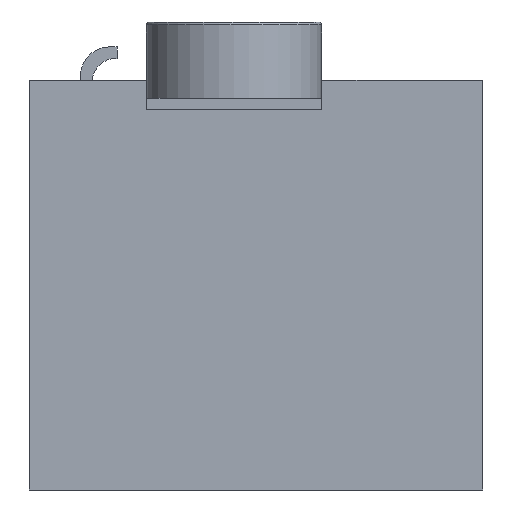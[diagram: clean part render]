
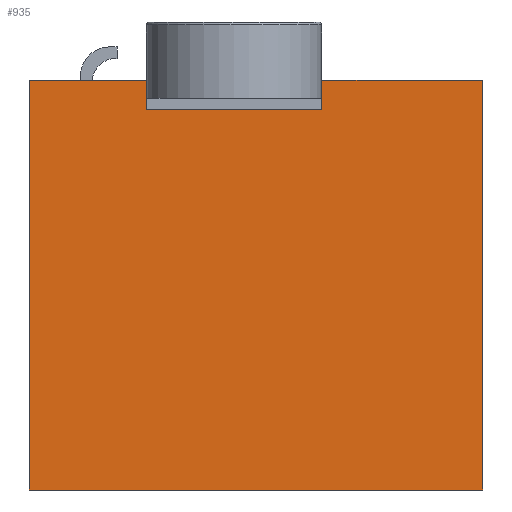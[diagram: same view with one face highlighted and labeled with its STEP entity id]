
A CAD part, left-side view. The second image highlights one B-rep face of the part: STEP entity #935.
In plain terms, the highlighted planar face has unit normal (-1, 0, 0).
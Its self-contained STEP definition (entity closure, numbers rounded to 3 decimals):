
#165=ORIENTED_EDGE('',*,*,#334,.F.);
#166=ORIENTED_EDGE('',*,*,#371,.F.);
#167=ORIENTED_EDGE('',*,*,#392,.F.);
#168=ORIENTED_EDGE('',*,*,#361,.F.);
#169=ORIENTED_EDGE('',*,*,#355,.F.);
#170=ORIENTED_EDGE('',*,*,#348,.F.);
#171=ORIENTED_EDGE('',*,*,#387,.F.);
#172=ORIENTED_EDGE('',*,*,#341,.F.);
#334=EDGE_CURVE('',#461,#462,#552,.T.);
#341=EDGE_CURVE('',#462,#468,#559,.T.);
#348=EDGE_CURVE('',#473,#474,#566,.T.);
#355=EDGE_CURVE('',#474,#480,#573,.T.);
#361=EDGE_CURVE('',#480,#484,#579,.T.);
#371=EDGE_CURVE('',#490,#461,#589,.T.);
#387=EDGE_CURVE('',#468,#473,#599,.T.);
#392=EDGE_CURVE('',#484,#490,#603,.T.);
#461=VERTEX_POINT('',#1372);
#462=VERTEX_POINT('',#1374);
#468=VERTEX_POINT('',#1389);
#473=VERTEX_POINT('',#1402);
#474=VERTEX_POINT('',#1404);
#480=VERTEX_POINT('',#1419);
#484=VERTEX_POINT('',#1431);
#490=VERTEX_POINT('',#1447);
#552=LINE('',#1373,#642);
#559=LINE('',#1388,#649);
#566=LINE('',#1403,#656);
#573=LINE('',#1418,#663);
#579=LINE('',#1430,#669);
#589=LINE('',#1448,#679);
#599=LINE('',#1478,#689);
#603=LINE('',#1485,#693);
#642=VECTOR('',#1092,1000.);
#649=VECTOR('',#1103,1000.);
#656=VECTOR('',#1114,1000.);
#663=VECTOR('',#1125,1000.);
#669=VECTOR('',#1135,1000.);
#679=VECTOR('',#1147,1000.);
#689=VECTOR('',#1171,1000.);
#693=VECTOR('',#1179,1000.);
#747=EDGE_LOOP('',(#165,#166,#167,#168,#169,#170,#171,#172));
#825=FACE_BOUND('',#747,.T.);
#899=PLANE('',#1013);
#935=ADVANCED_FACE('',(#825),#899,.F.);
#1013=AXIS2_PLACEMENT_3D('',#1490,#1185,#1186);
#1092=DIRECTION('',(0.,-1.,0.));
#1103=DIRECTION('',(0.,0.,-1.));
#1114=DIRECTION('',(0.,0.,1.));
#1125=DIRECTION('',(0.,-1.,0.));
#1135=DIRECTION('',(0.,0.,-1.));
#1147=DIRECTION('',(0.,0.,1.));
#1171=DIRECTION('',(0.,-1.,0.));
#1179=DIRECTION('',(0.,1.,0.));
#1185=DIRECTION('',(1.,0.,0.));
#1186=DIRECTION('',(0.,0.,-1.));
#1372=CARTESIAN_POINT('',(-17.,15.5,7.));
#1373=CARTESIAN_POINT('',(-17.,15.5,7.));
#1374=CARTESIAN_POINT('',(-17.,11.5,7.));
#1388=CARTESIAN_POINT('',(-17.,11.5,7.));
#1389=CARTESIAN_POINT('',(-17.,11.5,6.));
#1402=CARTESIAN_POINT('',(-17.,5.5,6.));
#1403=CARTESIAN_POINT('',(-17.,5.5,6.));
#1404=CARTESIAN_POINT('',(-17.,5.5,7.));
#1418=CARTESIAN_POINT('',(-17.,5.5,7.));
#1419=CARTESIAN_POINT('',(-17.,0.,7.));
#1430=CARTESIAN_POINT('',(-17.,0.,7.));
#1431=CARTESIAN_POINT('',(-17.,0.,-7.));
#1447=CARTESIAN_POINT('',(-17.,15.5,-7.));
#1448=CARTESIAN_POINT('',(-17.,15.5,-7.));
#1478=CARTESIAN_POINT('',(-17.,11.5,6.));
#1485=CARTESIAN_POINT('',(-17.,0.,-7.));
#1490=CARTESIAN_POINT('',(-17.,0.,0.));
